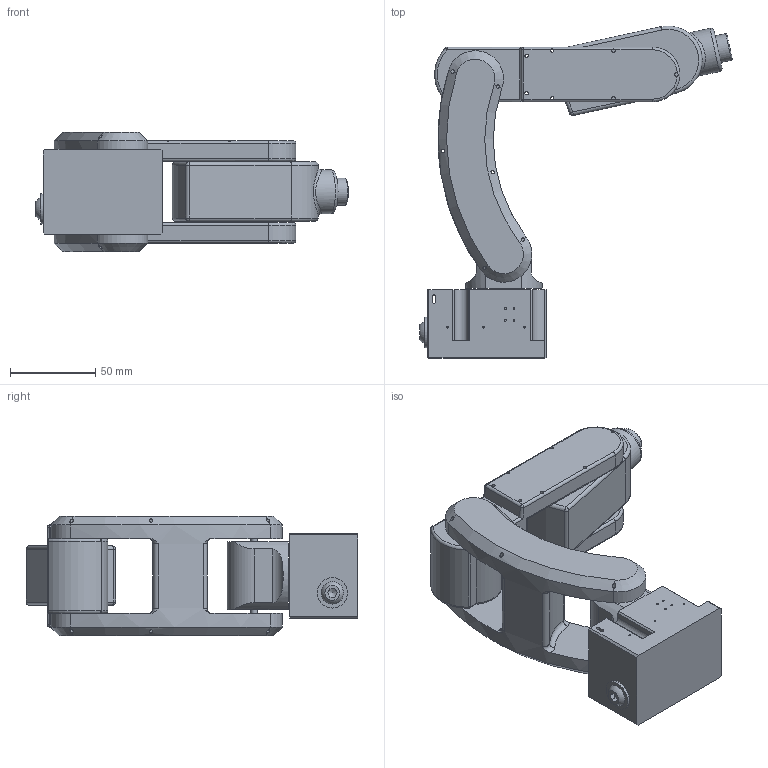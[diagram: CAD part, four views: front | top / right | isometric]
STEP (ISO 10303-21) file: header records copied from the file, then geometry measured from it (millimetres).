
FILE_DESCRIPTION(('STEP AP203'), '1');
FILE_NAME('栖闉罻', '', ('UNSPECIFIED'), ('UNSPECIFIED'), 'C3D Converter', 'C3D Toolkit', '');
FILE_SCHEMA(('CONFIG_CONTROL_DESIGN'));
Length unit declared in the file: millimetre
Assembly tree (7 placements, depth 2):
  (unnamed)
    (unnamed)
    (unnamed)
    (unnamed)
    (unnamed)
    (unnamed)
    (unnamed)
    (unnamed)
Bounding box: 183.59 x 194.93 x 70 mm (x, y, z)
Volume: 577308.9 mm3; surface area: 101959.4 mm2
Topology: 7 solids, 7 shells, 283 faces, 735 edges, 455 vertices
Faces by surface type: cylinder 118, plane 105, torus 31, cone 15, sphere 13, bspline 1
Full cylindrical faces by diameter (mm): 1 x18, 2 x23, 4 x6, 6 x1, 8 x5, 8.8 x2, 10 x1, 16 x1, 17.8 x1, 26 x1
Entity records: 15282 total; most frequent: CARTESIAN_POINT 5801, DIRECTION 1441, ORIENTED_EDGE 1272, EDGE_CURVE 636, AXIS2_PLACEMENT_3D 593, VERTEX_POINT 441, EDGE_LOOP 417, CIRCLE 303
